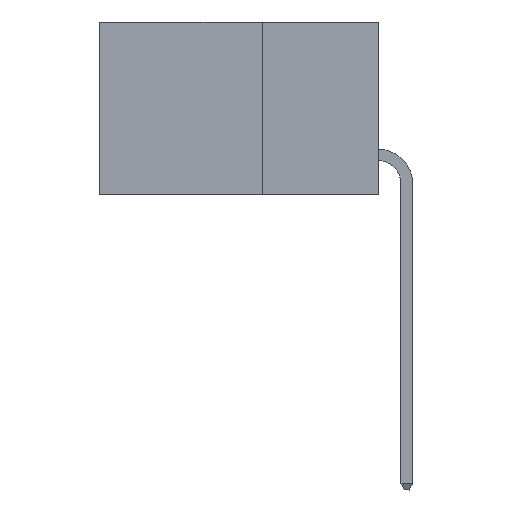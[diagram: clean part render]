
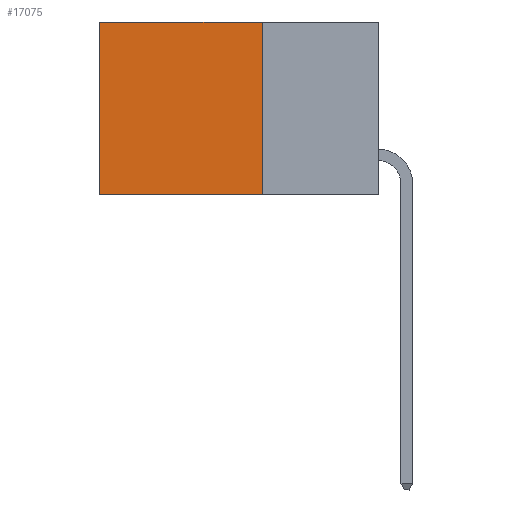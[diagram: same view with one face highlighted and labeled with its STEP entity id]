
A CAD part, left-side view. The second image highlights one B-rep face of the part: STEP entity #17075.
In plain terms, the highlighted planar face has unit normal (-1, 0, 0).
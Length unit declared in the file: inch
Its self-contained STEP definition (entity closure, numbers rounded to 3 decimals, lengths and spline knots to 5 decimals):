
#286 = DIRECTION ( 'NONE',  ( 0., 1., 0. ) ) ;
#481 = VECTOR ( 'NONE', #286, 39.37008 ) ;
#723 = VECTOR ( 'NONE', #11003, 39.37008 ) ;
#1207 = CARTESIAN_POINT ( 'NONE',  ( 0.298, 0.25, -0.37 ) ) ;
#1287 = CARTESIAN_POINT ( 'NONE',  ( 0.298, 0.6, -0.37 ) ) ;
#1496 = EDGE_CURVE ( 'NONE', #15277, #12307, #10007, .T. ) ;
#2049 = LINE ( 'NONE', #6913, #723 ) ;
#3726 = CARTESIAN_POINT ( 'NONE',  ( 0.298, 0.6, 0. ) ) ;
#4450 = EDGE_CURVE ( 'NONE', #21773, #15277, #26778, .T. ) ;
#6361 = DIRECTION ( 'NONE',  ( 0., 0., -1. ) ) ;
#6499 = FACE_OUTER_BOUND ( 'NONE', #26594, .T. ) ;
#6583 = EDGE_CURVE ( 'NONE', #21850, #12307, #2049, .T. ) ;
#6913 = CARTESIAN_POINT ( 'NONE',  ( 0.298, 0.25, -0.37 ) ) ;
#8764 = VECTOR ( 'NONE', #6361, 39.37008 ) ;
#9340 = ORIENTED_EDGE ( 'NONE', *, *, #1496, .T. ) ;
#9575 = EDGE_CURVE ( 'NONE', #21773, #21850, #19711, .T. ) ;
#10007 = LINE ( 'NONE', #3726, #18968 ) ;
#10448 = PLANE ( 'NONE',  #17495 ) ;
#11003 = DIRECTION ( 'NONE',  ( 0., 1., 0. ) ) ;
#11208 = ORIENTED_EDGE ( 'NONE', *, *, #4450, .T. ) ;
#12307 = VERTEX_POINT ( 'NONE', #1287 ) ;
#12566 = DIRECTION ( 'NONE',  ( 1., 0., 0. ) ) ;
#12839 = DIRECTION ( 'NONE',  ( 0., 0., -1. ) ) ;
#14644 = ORIENTED_EDGE ( 'NONE', *, *, #6583, .F. ) ;
#15277 = VERTEX_POINT ( 'NONE', #27425 ) ;
#15659 = CARTESIAN_POINT ( 'NONE',  ( 0.298, 0.25, 0. ) ) ;
#17075 = ADVANCED_FACE ( 'NONE', ( #6499 ), #10448, .F. ) ;
#17224 = CARTESIAN_POINT ( 'NONE',  ( 0.298, 0.25, 0. ) ) ;
#17495 = AXIS2_PLACEMENT_3D ( 'NONE', #17224, #12566, #12839 ) ;
#18968 = VECTOR ( 'NONE', #22849, 39.37008 ) ;
#19152 = CARTESIAN_POINT ( 'NONE',  ( 0.298, 0.25, 0. ) ) ;
#19475 = ORIENTED_EDGE ( 'NONE', *, *, #9575, .F. ) ;
#19711 = LINE ( 'NONE', #19152, #8764 ) ;
#21208 = CARTESIAN_POINT ( 'NONE',  ( 0.298, 0.25, 0. ) ) ;
#21773 = VERTEX_POINT ( 'NONE', #15659 ) ;
#21850 = VERTEX_POINT ( 'NONE', #1207 ) ;
#22849 = DIRECTION ( 'NONE',  ( 0., 0., -1. ) ) ;
#26594 = EDGE_LOOP ( 'NONE', ( #9340, #14644, #19475, #11208 ) ) ;
#26778 = LINE ( 'NONE', #21208, #481 ) ;
#27425 = CARTESIAN_POINT ( 'NONE',  ( 0.298, 0.6, 0. ) ) ;
